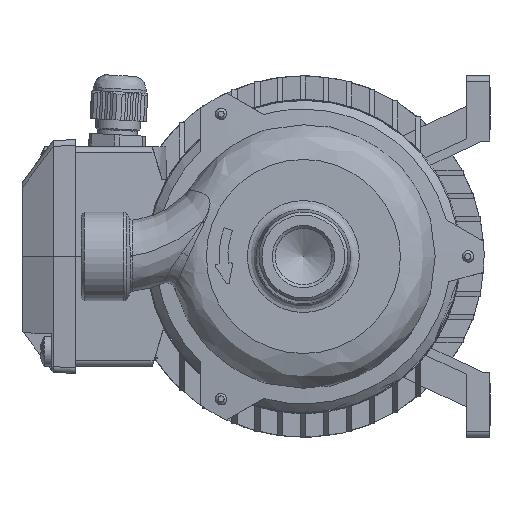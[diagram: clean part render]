
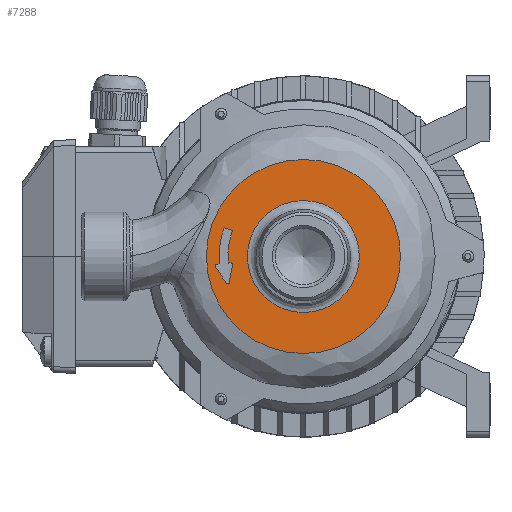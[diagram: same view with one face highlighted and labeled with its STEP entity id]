
A CAD part, left-side view. The second image highlights one B-rep face of the part: STEP entity #7288.
In plain terms, the highlighted planar face has unit normal (-1, 0, 0).
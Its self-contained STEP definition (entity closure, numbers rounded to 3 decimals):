
#6100=CARTESIAN_POINT('',(-12.,32.75,0.));
#6101=VERTEX_POINT('',#6100);
#6102=CARTESIAN_POINT('',(-12.,-32.75,0.0));
#6103=VERTEX_POINT('',#6102);
#6104=CARTESIAN_POINT('',(-12.,0.,0.0));
#6105=DIRECTION('',(1.0,0.,0.0));
#6106=DIRECTION('',(0.,1.0,0.0));
#6107=AXIS2_PLACEMENT_3D('',#6104,#6105,#6106);
#6108=CIRCLE('',#6107,32.75);
#6109=EDGE_CURVE('',#6101,#6103,#6108,.T.);
#6111=CARTESIAN_POINT('',(-12.,0.,0.0));
#6112=DIRECTION('',(1.0,0.,0.0));
#6113=DIRECTION('',(0.,1.0,0.0));
#6114=AXIS2_PLACEMENT_3D('',#6111,#6112,#6113);
#6115=CIRCLE('',#6114,32.75);
#6116=EDGE_CURVE('',#6103,#6101,#6115,.T.);
#7172=CARTESIAN_POINT('',(-12.,32.753,-37.671));
#7173=DIRECTION('',(1.0,0.0,0.0));
#7174=DIRECTION('',(0.0,0.0,1.0));
#7175=AXIS2_PLACEMENT_3D('',#7172,#7173,#7174);
#7176=PLANE('',#7175);
#7177=ORIENTED_EDGE('',*,*,#6116,.F.);
#7178=ORIENTED_EDGE('',*,*,#6109,.F.);
#7179=EDGE_LOOP('',(#7177,#7178));
#7180=FACE_OUTER_BOUND('',#7179,.T.);
#7181=CARTESIAN_POINT('',(-12.,18.895,0.));
#7182=VERTEX_POINT('',#7181);
#7183=CARTESIAN_POINT('',(-12.,-18.895,0.));
#7184=VERTEX_POINT('',#7183);
#7185=CARTESIAN_POINT('',(-12.,0.0,0.0));
#7186=DIRECTION('',(-1.0,0.,0.));
#7187=DIRECTION('',(0.,-1.0,0.));
#7188=AXIS2_PLACEMENT_3D('',#7185,#7186,#7187);
#7189=CIRCLE('',#7188,18.895);
#7190=EDGE_CURVE('',#7182,#7184,#7189,.T.);
#7191=ORIENTED_EDGE('',*,*,#7190,.F.);
#7192=CARTESIAN_POINT('',(-12.,0.0,0.0));
#7193=DIRECTION('',(-1.0,0.,0.));
#7194=DIRECTION('',(0.,-1.0,0.));
#7195=AXIS2_PLACEMENT_3D('',#7192,#7193,#7194);
#7196=CIRCLE('',#7195,18.895);
#7197=EDGE_CURVE('',#7184,#7182,#7196,.T.);
#7198=ORIENTED_EDGE('',*,*,#7197,.F.);
#7199=EDGE_LOOP('',(#7191,#7198));
#7200=FACE_BOUND('',#7199,.T.);
#7201=CARTESIAN_POINT('',(-12.,25.052,-8.86));
#7202=VERTEX_POINT('',#7201);
#7203=CARTESIAN_POINT('',(-12.,25.959,-9.042));
#7204=VERTEX_POINT('',#7203);
#7205=CARTESIAN_POINT('',(-12.,25.543,-8.765));
#7206=DIRECTION('',(1.0,0.0,0.0));
#7207=DIRECTION('',(0.0,0.832,-0.555));
#7208=AXIS2_PLACEMENT_3D('',#7205,#7206,#7207);
#7209=CIRCLE('',#7208,0.5);
#7210=EDGE_CURVE('',#7202,#7204,#7209,.T.);
#7211=ORIENTED_EDGE('',*,*,#7210,.T.);
#7212=CARTESIAN_POINT('',(-12.,29.756,-3.346));
#7213=VERTEX_POINT('',#7212);
#7214=CARTESIAN_POINT('',(-12.,29.756,-3.346));
#7215=DIRECTION('',(0.,-0.555,-0.832));
#7216=VECTOR('',#7215,6.846);
#7217=LINE('',#7214,#7216);
#7218=EDGE_CURVE('',#7213,#7204,#7217,.T.);
#7219=ORIENTED_EDGE('',*,*,#7218,.F.);
#7220=CARTESIAN_POINT('',(-12.,29.384,-2.571));
#7221=VERTEX_POINT('',#7220);
#7222=CARTESIAN_POINT('',(-12.,29.34,-3.069));
#7223=DIRECTION('',(1.,0.0,0.0));
#7224=DIRECTION('',(0.0,0.087,0.996));
#7225=AXIS2_PLACEMENT_3D('',#7222,#7223,#7224);
#7226=CIRCLE('',#7225,0.5);
#7227=EDGE_CURVE('',#7213,#7221,#7226,.T.);
#7228=ORIENTED_EDGE('',*,*,#7227,.T.);
#7229=CARTESIAN_POINT('',(-12.,28.392,-2.484));
#7230=VERTEX_POINT('',#7229);
#7231=CARTESIAN_POINT('',(-12.,28.392,-2.484));
#7232=DIRECTION('',(0.,0.996,-0.087));
#7233=VECTOR('',#7232,0.996);
#7234=LINE('',#7231,#7233);
#7235=EDGE_CURVE('',#7230,#7221,#7234,.T.);
#7236=ORIENTED_EDGE('',*,*,#7235,.F.);
#7237=CARTESIAN_POINT('',(-12.,26.781,9.748));
#7238=VERTEX_POINT('',#7237);
#7239=CARTESIAN_POINT('',(-12.,0.,0.));
#7240=DIRECTION('',(1.0,0.0,0.0));
#7241=DIRECTION('',(0.0,0.94,0.342));
#7242=AXIS2_PLACEMENT_3D('',#7239,#7240,#7241);
#7243=CIRCLE('',#7242,28.5);
#7244=EDGE_CURVE('',#7230,#7238,#7243,.T.);
#7245=ORIENTED_EDGE('',*,*,#7244,.T.);
#7246=CARTESIAN_POINT('',(-12.,23.962,8.722));
#7247=VERTEX_POINT('',#7246);
#7248=CARTESIAN_POINT('',(-12.,23.962,8.722));
#7249=DIRECTION('',(0.0,0.94,0.342));
#7250=VECTOR('',#7249,3.);
#7251=LINE('',#7248,#7250);
#7252=EDGE_CURVE('',#7247,#7238,#7251,.T.);
#7253=ORIENTED_EDGE('',*,*,#7252,.F.);
#7254=CARTESIAN_POINT('',(-12.,25.403,-2.222));
#7255=VERTEX_POINT('',#7254);
#7256=CARTESIAN_POINT('',(-12.,0.,0.));
#7257=DIRECTION('',(-1.0,0.0,0.0));
#7258=DIRECTION('',(0.0,0.94,0.342));
#7259=AXIS2_PLACEMENT_3D('',#7256,#7257,#7258);
#7260=CIRCLE('',#7259,25.5);
#7261=EDGE_CURVE('',#7247,#7255,#7260,.T.);
#7262=ORIENTED_EDGE('',*,*,#7261,.T.);
#7263=CARTESIAN_POINT('',(-12.,24.402,-2.135));
#7264=VERTEX_POINT('',#7263);
#7265=CARTESIAN_POINT('',(-12.,24.402,-2.135));
#7266=DIRECTION('',(0.0,0.996,-0.087));
#7267=VECTOR('',#7266,1.005);
#7268=LINE('',#7265,#7267);
#7269=EDGE_CURVE('',#7264,#7255,#7268,.T.);
#7270=ORIENTED_EDGE('',*,*,#7269,.F.);
#7271=CARTESIAN_POINT('',(-12.,23.867,-2.728));
#7272=VERTEX_POINT('',#7271);
#7273=CARTESIAN_POINT('',(-12.,24.358,-2.633));
#7274=DIRECTION('',(1.,0.0,0.0));
#7275=DIRECTION('',(0.0,-0.982,-0.19));
#7276=AXIS2_PLACEMENT_3D('',#7273,#7274,#7275);
#7277=CIRCLE('',#7276,0.5);
#7278=EDGE_CURVE('',#7264,#7272,#7277,.T.);
#7279=ORIENTED_EDGE('',*,*,#7278,.T.);
#7280=CARTESIAN_POINT('',(-12.,25.052,-8.86));
#7281=DIRECTION('',(0.0,-0.19,0.982));
#7282=VECTOR('',#7281,6.245);
#7283=LINE('',#7280,#7282);
#7284=EDGE_CURVE('',#7202,#7272,#7283,.T.);
#7285=ORIENTED_EDGE('',*,*,#7284,.F.);
#7286=EDGE_LOOP('',(#7211,#7219,#7228,#7236,#7245,#7253,#7262,#7270,#7279,#7285));
#7287=FACE_BOUND('',#7286,.T.);
#7288=ADVANCED_FACE('',(#7180,#7200,#7287),#7176,.F.);
